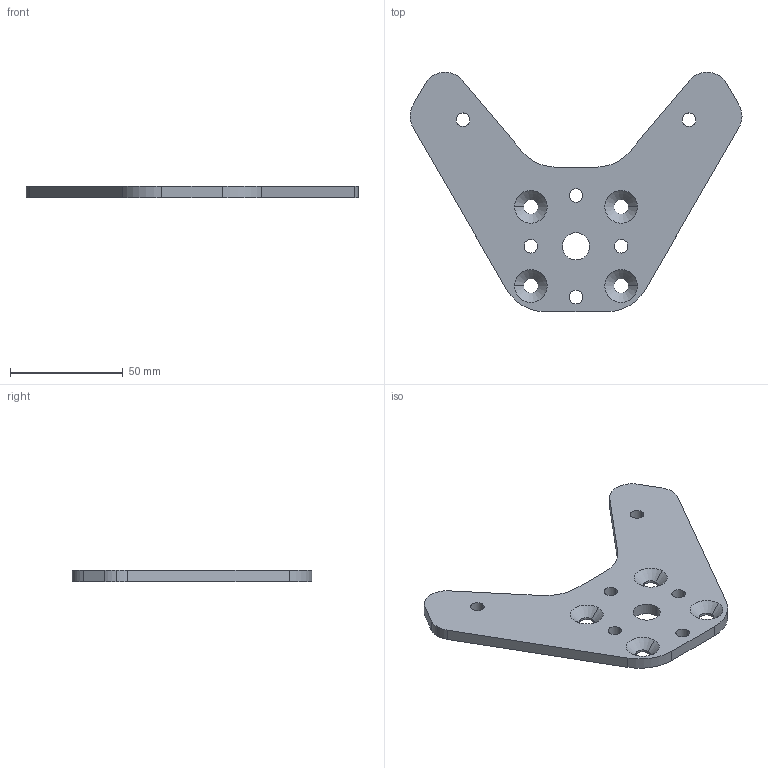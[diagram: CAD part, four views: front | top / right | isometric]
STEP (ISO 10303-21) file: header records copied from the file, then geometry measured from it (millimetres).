
FILE_DESCRIPTION (( 'STEP AP214' ), '1' );
FILE_NAME ('entretoise pied.STEP', '2023-04-08T21:04:54', ( '' ), ( '' ), 'SwSTEP 2.0', 'SolidWorks 2018', '' );
FILE_SCHEMA (( 'AUTOMOTIVE_DESIGN' ));
Length unit declared in the file: millimetre
Products named in the file (1): entretoise pied
Bounding box: 146.91 x 106.08 x 5 mm (x, y, z)
Volume: 38576.4 mm3; surface area: 19101.1 mm2
Topology: 1 solids, 1 shells, 49 faces, 133 edges, 86 vertices
Faces by surface type: cylinder 31, plane 10, cone 8
Entity records: 1651 total; most frequent: DIRECTION 303, CARTESIAN_POINT 269, ORIENTED_EDGE 266, EDGE_CURVE 133, AXIS2_PLACEMENT_3D 120, VERTEX_POINT 86, EDGE_LOOP 71, CIRCLE 70
